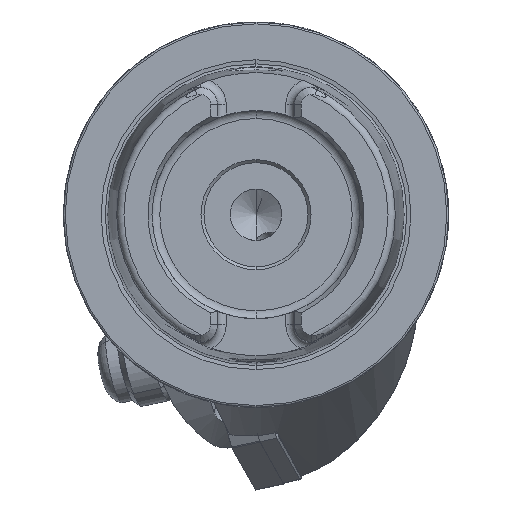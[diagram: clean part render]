
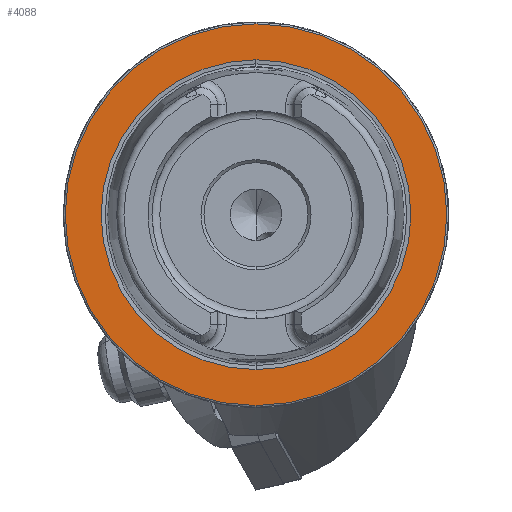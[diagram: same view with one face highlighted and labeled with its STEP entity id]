
A CAD part, left-side view. The second image highlights one B-rep face of the part: STEP entity #4088.
In plain terms, the highlighted planar face has unit normal (-1, 0, 0).
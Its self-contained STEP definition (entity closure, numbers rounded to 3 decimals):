
#359 = ORIENTED_EDGE ( 'NONE', *, *, #9193, .T. ) ;
#434 = DIRECTION ( 'NONE',  ( -1., 0., 0. ) ) ;
#507 = ORIENTED_EDGE ( 'NONE', *, *, #7301, .T. ) ;
#770 = CARTESIAN_POINT ( 'NONE',  ( 0., 31.2, 0. ) ) ;
#821 = DIRECTION ( 'NONE',  ( 1., 0., 0. ) ) ;
#1046 = ORIENTED_EDGE ( 'NONE', *, *, #11559, .F. ) ;
#1722 = EDGE_LOOP ( 'NONE', ( #359, #507 ) ) ;
#2156 = AXIS2_PLACEMENT_3D ( 'NONE', #5519, #8025, #14502 ) ;
#3491 = ORIENTED_EDGE ( 'NONE', *, *, #8491, .F. ) ;
#3884 = VERTEX_POINT ( 'NONE', #12095 ) ;
#4088 = ADVANCED_FACE ( 'NONE', ( #10116, #8693 ), #8538, .F. ) ;
#4328 = EDGE_LOOP ( 'NONE', ( #3491, #1046 ) ) ;
#4411 = CARTESIAN_POINT ( 'NONE',  ( 0., 0., 25.324 ) ) ;
#4863 = DIRECTION ( 'NONE',  ( -1., 0., 0. ) ) ;
#5015 = AXIS2_PLACEMENT_3D ( 'NONE', #9084, #7668, #7840 ) ;
#5340 = VERTEX_POINT ( 'NONE', #10761 ) ;
#5473 = AXIS2_PLACEMENT_3D ( 'NONE', #770, #821, #8480 ) ;
#5519 = CARTESIAN_POINT ( 'NONE',  ( 0., 0., 0. ) ) ;
#5822 = AXIS2_PLACEMENT_3D ( 'NONE', #16575, #4863, #15272 ) ;
#7301 = EDGE_CURVE ( 'NONE', #5340, #7696, #8007, .T. ) ;
#7668 = DIRECTION ( 'NONE',  ( -1., 0., 0. ) ) ;
#7696 = VERTEX_POINT ( 'NONE', #7883 ) ;
#7840 = DIRECTION ( 'NONE',  ( 0., 0., 1. ) ) ;
#7883 = CARTESIAN_POINT ( 'NONE',  ( 0., 0., 31.2 ) ) ;
#8007 = CIRCLE ( 'NONE', #2156, 31.2 ) ;
#8025 = DIRECTION ( 'NONE',  ( -1., 0., 0. ) ) ;
#8480 = DIRECTION ( 'NONE',  ( 0., 0., -1. ) ) ;
#8491 = EDGE_CURVE ( 'NONE', #15100, #3884, #12056, .T. ) ;
#8538 = PLANE ( 'NONE',  #5473 ) ;
#8693 = FACE_OUTER_BOUND ( 'NONE', #1722, .T. ) ;
#9084 = CARTESIAN_POINT ( 'NONE',  ( 0., 0., 0. ) ) ;
#9193 = EDGE_CURVE ( 'NONE', #7696, #5340, #11398, .T. ) ;
#9414 = DIRECTION ( 'NONE',  ( 0., 0., 1. ) ) ;
#10116 = FACE_BOUND ( 'NONE', #4328, .T. ) ;
#10251 = CIRCLE ( 'NONE', #5822, 25.324 ) ;
#10761 = CARTESIAN_POINT ( 'NONE',  ( 0., 0., -31.2 ) ) ;
#11398 = CIRCLE ( 'NONE', #11681, 31.2 ) ;
#11559 = EDGE_CURVE ( 'NONE', #3884, #15100, #10251, .T. ) ;
#11681 = AXIS2_PLACEMENT_3D ( 'NONE', #16063, #434, #9414 ) ;
#12056 = CIRCLE ( 'NONE', #5015, 25.324 ) ;
#12095 = CARTESIAN_POINT ( 'NONE',  ( 0., 0., -25.324 ) ) ;
#14502 = DIRECTION ( 'NONE',  ( 0., 0., 1. ) ) ;
#15100 = VERTEX_POINT ( 'NONE', #4411 ) ;
#15272 = DIRECTION ( 'NONE',  ( 0., 0., 1. ) ) ;
#16063 = CARTESIAN_POINT ( 'NONE',  ( 0., 0., 0. ) ) ;
#16575 = CARTESIAN_POINT ( 'NONE',  ( 0., 0., 0. ) ) ;
